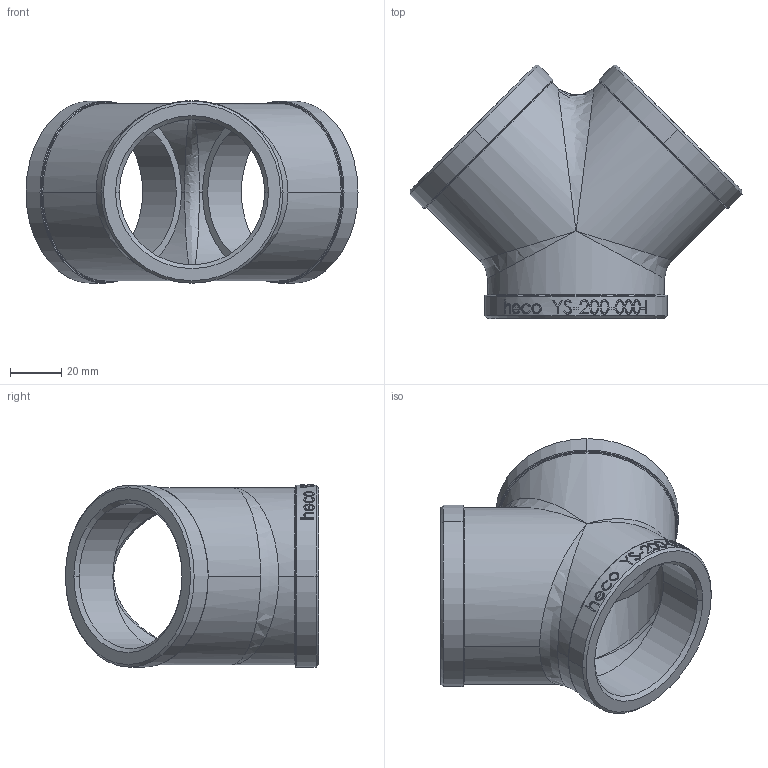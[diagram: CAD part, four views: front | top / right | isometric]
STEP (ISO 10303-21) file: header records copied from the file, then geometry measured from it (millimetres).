
FILE_DESCRIPTION (( 'STEP AP214' ), '1' );
FILE_NAME ('heco_YS-200-000-I.STEP', '2016-09-20T12:45:24', ( '' ), ( '' ), 'SwSTEP 2.0', 'SolidWorks 2016', '' );
FILE_SCHEMA (( 'AUTOMOTIVE_DESIGN' ));
Length unit declared in the file: millimetre
Products named in the file (1): heco_YS-200-000-I
Bounding box: 129.4 x 98.7 x 71.1 mm (x, y, z)
Volume: 112943 mm3; surface area: 49693.1 mm2
Topology: 1 solids, 1 shells, 233 faces, 597 edges, 382 vertices
Faces by surface type: bspline 118, cylinder 47, plane 44, cone 12, torus 12
Entity records: 31781 total; most frequent: CARTESIAN_POINT 25334, ORIENTED_EDGE 1170, EDGE_CURVE 585, DIRECTION 568, VERTEX_POINT 382, B_SPLINE_CURVE_WITH_KNOTS 371, EDGE_LOOP 265, AXIS2_PLACEMENT_3D 238
